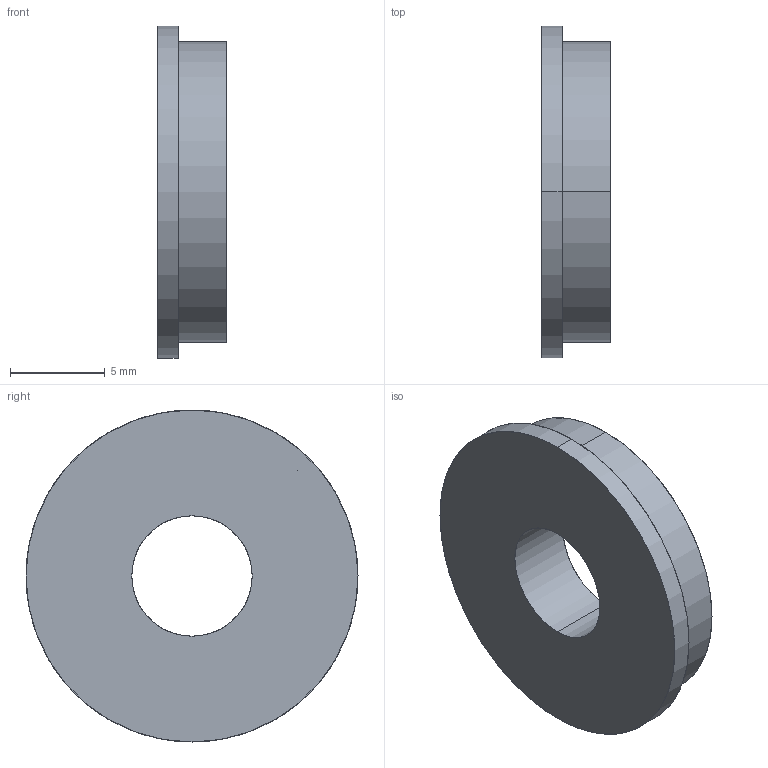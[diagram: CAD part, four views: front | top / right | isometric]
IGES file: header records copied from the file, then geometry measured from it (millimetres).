
Start section: SolidWorks IGES file using analytic representation for surfaces
Global section: file name: 000_rb-p25xp625-57155K324mcm.IGS; native system: SolidWorks 2006 by SolidWorks Corporation; preprocessor: SolidWorks 2006 by SolidWorks Corporation; author: leinad; date: 080605.115528; units: inch
Bounding box: 3.61 x 17.53 x 17.53 mm (x, y, z)
Surface area: 676.5 mm2 (no closed solid volume)
Topology: 0 solids, 0 shells, 9 faces, 234 edges, 252 vertices
Faces by surface type: revolution 6, bspline 3
